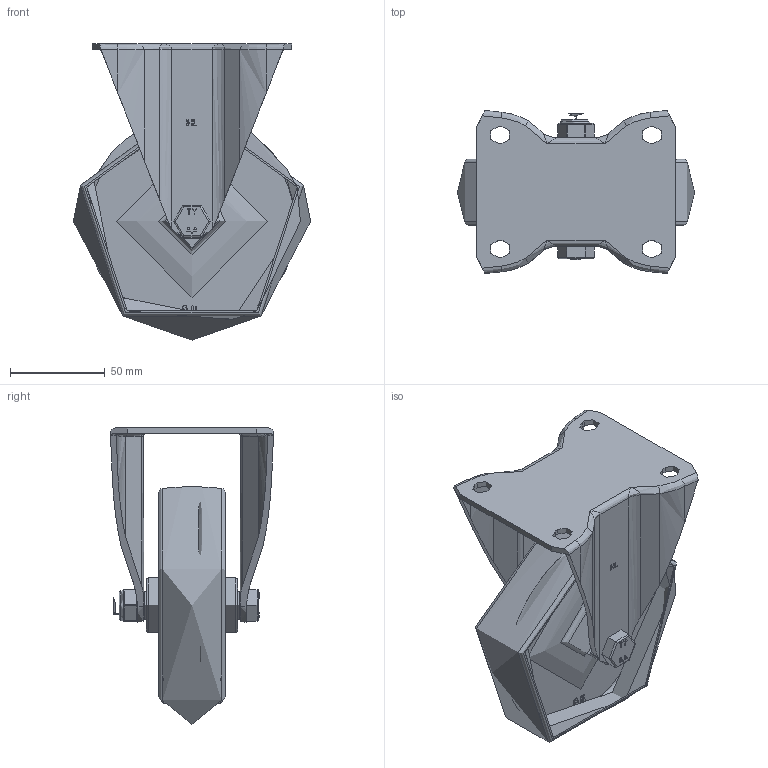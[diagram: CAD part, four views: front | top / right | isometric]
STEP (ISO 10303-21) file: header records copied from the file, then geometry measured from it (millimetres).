
FILE_DESCRIPTION(/* description */ (''),/* implementation_level */ '2;1');
FILE_NAME(/* name */ 'BZEHF125NY.step',/* time_stamp */ '2025-07-01T12:13:45+01:00',/* author */ (''),/* organization */ (''),/* preprocessor_version */ 'ST-DEVELOPER v20.1',/* originating_system */ 'Autodesk Translation Framework v14.10.0.0',/* authorisation */ '');
FILE_SCHEMA (('AUTOMOTIVE_DESIGN { 1 0 10303 214 3 1 1 }'));
Length unit declared in the file: millimetre
Products named in the file (13): BZEHF125NY; BZHF125AS v1; ZINC PLATED, PRESSED STEEL BRACKET; BZH125WNY61 v1; WHITE NYLON WHEEL; TUBEM15X50 v1; ZINC PLATED AXLE TUBE; HEXBOLTM10X70Z8.8 v2; GRADE 8.8 THREADED ZINC PLATED BOLT; NYLOCM10Z v1; NYLOC NUT; RUBBER; NUT
Assembly tree (12 placements, depth 4):
  BZEHF125NY
    BZHF125AS v1
      ZINC PLATED, PRESSED STEEL BRACKET
    BZH125WNY61 v1
      WHITE NYLON WHEEL
    TUBEM15X50 v1
      ZINC PLATED AXLE TUBE
    HEXBOLTM10X70Z8.8 v2
      GRADE 8.8 THREADED ZINC PLATED BOLT
    NYLOCM10Z v1
      NYLOC NUT
        RUBBER
        NUT
Bounding box: 125 x 86 x 156 mm (x, y, z)
Volume: 252191.3 mm3; surface area: 100545.7 mm2
Topology: 6 solids, 6 shells, 495 faces, 1254 edges, 797 vertices
Faces by surface type: plane 219, cylinder 131, bspline 112, torus 21, sphere 12
Full cylindrical faces by diameter (mm): 8.141 x18, 9.85 x19, 10 x3, 10.2 x2, 10.5 x1, 12 x2, 15 x1, 15.1 x1, 16 x2, 29 x2, 112 x2
Entity records: 22963 total; most frequent: CARTESIAN_POINT 11447, ORIENTED_EDGE 2492, DIRECTION 2009, EDGE_CURVE 1246, VERTEX_POINT 797, LINE 705, VECTOR 705, AXIS2_PLACEMENT_3D 652
